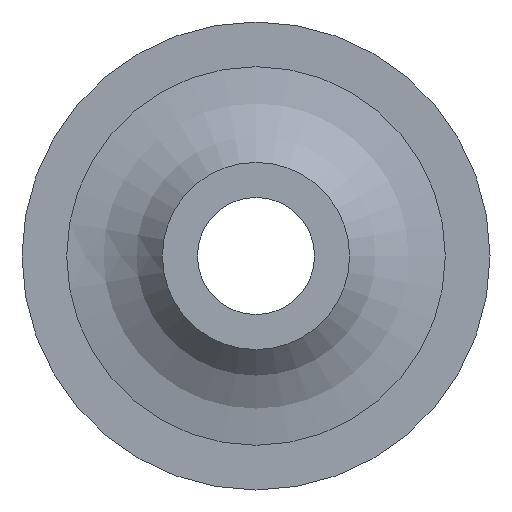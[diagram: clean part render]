
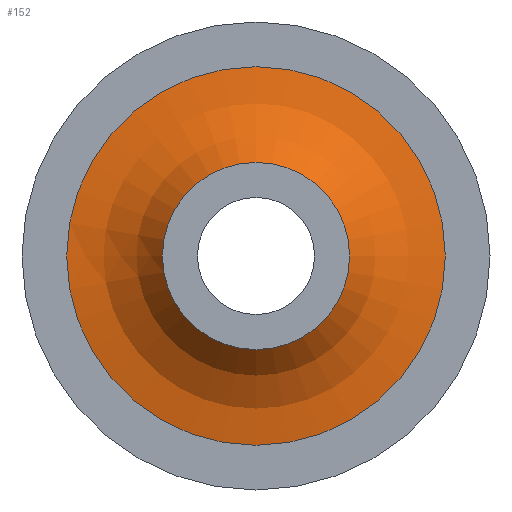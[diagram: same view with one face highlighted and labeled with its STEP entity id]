
A CAD part, front view. The second image highlights one B-rep face of the part: STEP entity #152.
In plain terms, the highlighted toroidal (fillet/blend) face has major radius 6.473 mm and minor radius 4 mm.
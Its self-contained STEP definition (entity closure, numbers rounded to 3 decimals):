
#42=FACE_OUTER_BOUND('',#54,.T.);
#54=EDGE_LOOP('',(#115,#116,#117,#118));
#72=CIRCLE('',#179,6.473);
#73=CIRCLE('',#180,4.);
#74=CIRCLE('',#181,3.2);
#85=VERTEX_POINT('',#262);
#86=VERTEX_POINT('',#264);
#97=EDGE_CURVE('',#85,#85,#72,.T.);
#98=EDGE_CURVE('',#85,#86,#73,.T.);
#99=EDGE_CURVE('',#86,#86,#74,.T.);
#115=ORIENTED_EDGE('',*,*,#97,.T.);
#116=ORIENTED_EDGE('',*,*,#98,.T.);
#117=ORIENTED_EDGE('',*,*,#99,.F.);
#118=ORIENTED_EDGE('',*,*,#98,.F.);
#151=TOROIDAL_SURFACE('',#178,6.473,4.);
#152=ADVANCED_FACE('',(#42),#151,.F.);
#178=AXIS2_PLACEMENT_3D('',#261,#205,#206);
#179=AXIS2_PLACEMENT_3D('',#263,#207,#208);
#180=AXIS2_PLACEMENT_3D('',#265,#209,#210);
#181=AXIS2_PLACEMENT_3D('',#266,#211,#212);
#205=DIRECTION('center_axis',(0.,-1.,0.));
#206=DIRECTION('ref_axis',(1.,0.,0.));
#207=DIRECTION('center_axis',(0.,-1.,0.));
#208=DIRECTION('ref_axis',(1.,0.,0.));
#209=DIRECTION('center_axis',(0.,0.,-1.));
#210=DIRECTION('ref_axis',(-1.,0.,0.));
#211=DIRECTION('center_axis',(0.,-1.,0.));
#212=DIRECTION('ref_axis',(1.,0.,0.));
#261=CARTESIAN_POINT('Origin',(0.,-4.5,0.));
#262=CARTESIAN_POINT('',(-6.473,-0.5,0.));
#263=CARTESIAN_POINT('Origin',(0.,-0.5,0.));
#264=CARTESIAN_POINT('',(-3.2,-2.2,0.));
#265=CARTESIAN_POINT('Origin',(-6.473,-4.5,0.));
#266=CARTESIAN_POINT('Origin',(0.,-2.2,0.));
